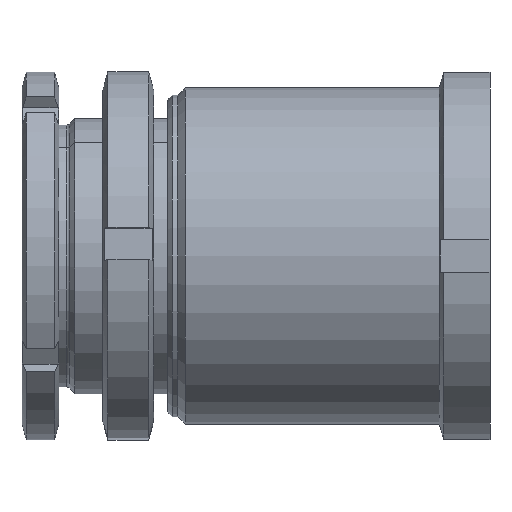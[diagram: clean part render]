
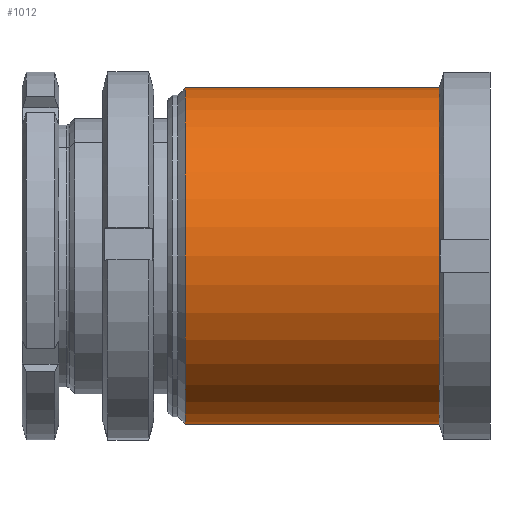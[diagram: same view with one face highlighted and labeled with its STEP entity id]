
A CAD part, left-side view. The second image highlights one B-rep face of the part: STEP entity #1012.
In plain terms, the highlighted cylindrical face has radius 36.5 mm (diameter 73 mm), a partial arc.
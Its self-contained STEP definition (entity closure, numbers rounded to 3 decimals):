
#178 = CARTESIAN_POINT ( 'NONE',  ( 0., 10.447, 36.5 ) ) ;
#332 = LINE ( 'NONE', #178, #2876 ) ;
#335 = LINE ( 'NONE', #2856, #2432 ) ;
#513 = AXIS2_PLACEMENT_3D ( 'NONE', #1126, #2700, #1424 ) ;
#761 = CARTESIAN_POINT ( 'NONE',  ( 0., -3.8, -36.5 ) ) ;
#786 = VERTEX_POINT ( 'NONE', #2154 ) ;
#919 = AXIS2_PLACEMENT_3D ( 'NONE', #3197, #3567, #3826 ) ;
#933 = DIRECTION ( 'NONE',  ( 0., 1., 0. ) ) ;
#1012 = ADVANCED_FACE ( 'NONE', ( #2439 ), #1185, .T. ) ;
#1126 = CARTESIAN_POINT ( 'NONE',  ( 0., -3.8, 0. ) ) ;
#1185 = CYLINDRICAL_SURFACE ( 'NONE', #919, 36.5 ) ;
#1319 = CARTESIAN_POINT ( 'NONE',  ( 0., -3.8, 36.5 ) ) ;
#1337 = ORIENTED_EDGE ( 'NONE', *, *, #1816, .T. ) ;
#1393 = EDGE_CURVE ( 'NONE', #1462, #2095, #2825, .T. ) ;
#1424 = DIRECTION ( 'NONE',  ( 0., 0., 1. ) ) ;
#1462 = VERTEX_POINT ( 'NONE', #761 ) ;
#1816 = EDGE_CURVE ( 'NONE', #786, #2095, #332, .T. ) ;
#2095 = VERTEX_POINT ( 'NONE', #1319 ) ;
#2128 = ORIENTED_EDGE ( 'NONE', *, *, #2885, .T. ) ;
#2154 = CARTESIAN_POINT ( 'NONE',  ( 0., -59., 36.5 ) ) ;
#2239 = ORIENTED_EDGE ( 'NONE', *, *, #1393, .F. ) ;
#2343 = DIRECTION ( 'NONE',  ( 0., 1., 0. ) ) ;
#2387 = EDGE_LOOP ( 'NONE', ( #2913, #2128, #1337, #2239 ) ) ;
#2412 = AXIS2_PLACEMENT_3D ( 'NONE', #3348, #2343, #3291 ) ;
#2432 = VECTOR ( 'NONE', #933, 1000. ) ;
#2439 = FACE_OUTER_BOUND ( 'NONE', #2387, .T. ) ;
#2460 = CARTESIAN_POINT ( 'NONE',  ( 0., -59., -36.5 ) ) ;
#2700 = DIRECTION ( 'NONE',  ( 0., 1., 0. ) ) ;
#2825 = CIRCLE ( 'NONE', #513, 36.5 ) ;
#2856 = CARTESIAN_POINT ( 'NONE',  ( 0., 10.447, -36.5 ) ) ;
#2876 = VECTOR ( 'NONE', #3312, 1000. ) ;
#2885 = EDGE_CURVE ( 'NONE', #3073, #786, #3680, .T. ) ;
#2913 = ORIENTED_EDGE ( 'NONE', *, *, #3668, .F. ) ;
#3073 = VERTEX_POINT ( 'NONE', #2460 ) ;
#3197 = CARTESIAN_POINT ( 'NONE',  ( 0., 10.447, 0. ) ) ;
#3291 = DIRECTION ( 'NONE',  ( 0., 0., 1. ) ) ;
#3312 = DIRECTION ( 'NONE',  ( 0., 1., 0. ) ) ;
#3348 = CARTESIAN_POINT ( 'NONE',  ( 0., -59., 0. ) ) ;
#3567 = DIRECTION ( 'NONE',  ( 0., 1., 0. ) ) ;
#3668 = EDGE_CURVE ( 'NONE', #3073, #1462, #335, .T. ) ;
#3680 = CIRCLE ( 'NONE', #2412, 36.5 ) ;
#3826 = DIRECTION ( 'NONE',  ( 0., 0., 1. ) ) ;
